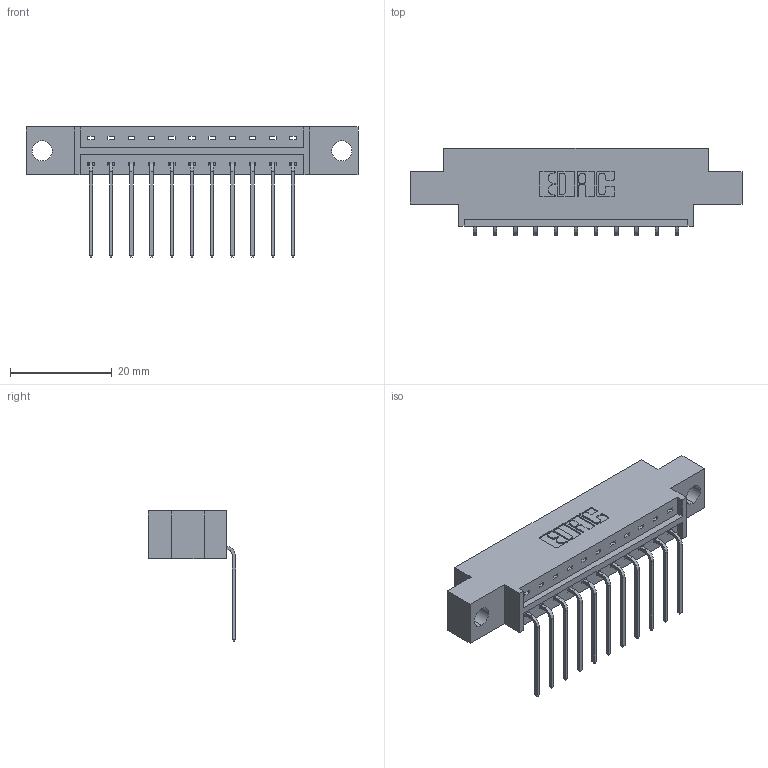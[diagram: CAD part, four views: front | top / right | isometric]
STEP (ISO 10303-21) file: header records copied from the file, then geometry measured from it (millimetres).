
FILE_DESCRIPTION (( 'STEP AP203' ), '1' );
FILE_NAME ('333-011-559-604.STEP', '2018-07-31T23:44:29', ( '' ), ( '' ), 'SwSTEP 2.0', 'SolidWorks 2016', '' );
FILE_SCHEMA (( 'CONFIG_CONTROL_DESIGN' ));
Length unit declared in the file: inch
Products named in the file (3): 333 Part_Offset - .156 Dia - TH; 345-292-001_558 559 Tail - 1; 333-011-559-604
Assembly tree (12 placements, depth 2):
  333-011-559-604
    333 Part_Offset - .156 Dia - TH
    345-292-001_558 559 Tail - 1  x11
Bounding box: 65.13 x 17.09 x 25.53 mm (x, y, z)
Volume: 6007.9 mm3; surface area: 6515.6 mm2
Topology: 12 solids, 12 shells, 778 faces, 2325 edges, 1534 vertices
Faces by surface type: plane 558, cylinder 220
Entity records: 10953 total; most frequent: CARTESIAN_POINT 1903, ORIENTED_EDGE 1850, DIRECTION 1667, EDGE_CURVE 925, VECTOR 797, LINE 797, VERTEX_POINT 614, AXIS2_PLACEMENT_3D 435
